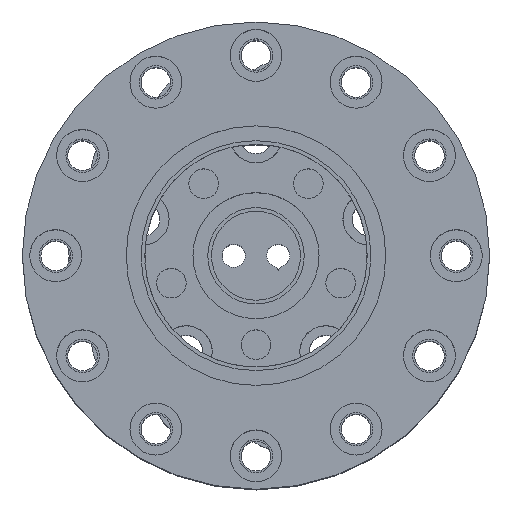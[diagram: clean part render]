
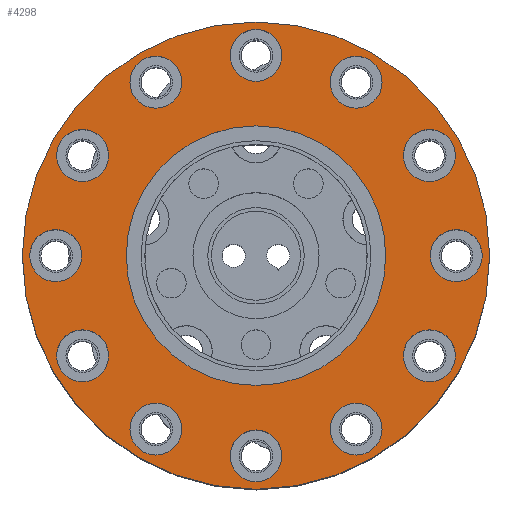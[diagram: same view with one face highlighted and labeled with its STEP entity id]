
A CAD part, top view. The second image highlights one B-rep face of the part: STEP entity #4298.
In plain terms, the highlighted planar face has unit normal (0, 0, 1).
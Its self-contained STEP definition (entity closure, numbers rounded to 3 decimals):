
#778=FACE_BOUND('',#1275,.T.);
#779=FACE_BOUND('',#1276,.T.);
#780=FACE_BOUND('',#1277,.T.);
#781=FACE_BOUND('',#1278,.T.);
#782=FACE_BOUND('',#1279,.T.);
#783=FACE_BOUND('',#1280,.T.);
#784=FACE_BOUND('',#1281,.T.);
#785=FACE_BOUND('',#1282,.T.);
#786=FACE_BOUND('',#1283,.T.);
#787=FACE_BOUND('',#1284,.T.);
#788=FACE_BOUND('',#1285,.T.);
#789=FACE_BOUND('',#1286,.T.);
#790=FACE_BOUND('',#1287,.T.);
#967=FACE_OUTER_BOUND('',#1274,.T.);
#1274=EDGE_LOOP('',(#3140));
#1275=EDGE_LOOP('',(#3141));
#1276=EDGE_LOOP('',(#3142));
#1277=EDGE_LOOP('',(#3143));
#1278=EDGE_LOOP('',(#3144));
#1279=EDGE_LOOP('',(#3145));
#1280=EDGE_LOOP('',(#3146));
#1281=EDGE_LOOP('',(#3147));
#1282=EDGE_LOOP('',(#3148));
#1283=EDGE_LOOP('',(#3149));
#1284=EDGE_LOOP('',(#3150));
#1285=EDGE_LOOP('',(#3151));
#1286=EDGE_LOOP('',(#3152));
#1287=EDGE_LOOP('',(#3153));
#1702=CIRCLE('',#4769,3.5);
#1703=CIRCLE('',#4771,17.5);
#1704=CIRCLE('',#4773,3.5);
#1705=CIRCLE('',#4775,3.5);
#1706=CIRCLE('',#4777,3.5);
#1707=CIRCLE('',#4779,3.5);
#1708=CIRCLE('',#4781,3.5);
#1709=CIRCLE('',#4783,3.5);
#1710=CIRCLE('',#4785,3.5);
#1711=CIRCLE('',#4787,3.5);
#1712=CIRCLE('',#4789,3.5);
#1713=CIRCLE('',#4791,3.5);
#1714=CIRCLE('',#4793,3.5);
#1715=CIRCLE('',#4795,31.5);
#2072=VERTEX_POINT('',#7090);
#2073=VERTEX_POINT('',#7094);
#2074=VERTEX_POINT('',#7098);
#2075=VERTEX_POINT('',#7102);
#2076=VERTEX_POINT('',#7106);
#2077=VERTEX_POINT('',#7110);
#2078=VERTEX_POINT('',#7114);
#2079=VERTEX_POINT('',#7118);
#2080=VERTEX_POINT('',#7122);
#2081=VERTEX_POINT('',#7126);
#2082=VERTEX_POINT('',#7130);
#2083=VERTEX_POINT('',#7134);
#2084=VERTEX_POINT('',#7138);
#2085=VERTEX_POINT('',#7142);
#2468=EDGE_CURVE('',#2072,#2072,#1702,.T.);
#2470=EDGE_CURVE('',#2073,#2073,#1703,.T.);
#2472=EDGE_CURVE('',#2074,#2074,#1704,.T.);
#2474=EDGE_CURVE('',#2075,#2075,#1705,.T.);
#2476=EDGE_CURVE('',#2076,#2076,#1706,.T.);
#2478=EDGE_CURVE('',#2077,#2077,#1707,.T.);
#2480=EDGE_CURVE('',#2078,#2078,#1708,.T.);
#2482=EDGE_CURVE('',#2079,#2079,#1709,.T.);
#2484=EDGE_CURVE('',#2080,#2080,#1710,.T.);
#2486=EDGE_CURVE('',#2081,#2081,#1711,.T.);
#2488=EDGE_CURVE('',#2082,#2082,#1712,.T.);
#2490=EDGE_CURVE('',#2083,#2083,#1713,.T.);
#2492=EDGE_CURVE('',#2084,#2084,#1714,.T.);
#2494=EDGE_CURVE('',#2085,#2085,#1715,.T.);
#3140=ORIENTED_EDGE('',*,*,#2494,.T.);
#3141=ORIENTED_EDGE('',*,*,#2492,.T.);
#3142=ORIENTED_EDGE('',*,*,#2490,.T.);
#3143=ORIENTED_EDGE('',*,*,#2488,.T.);
#3144=ORIENTED_EDGE('',*,*,#2486,.T.);
#3145=ORIENTED_EDGE('',*,*,#2484,.T.);
#3146=ORIENTED_EDGE('',*,*,#2482,.T.);
#3147=ORIENTED_EDGE('',*,*,#2480,.T.);
#3148=ORIENTED_EDGE('',*,*,#2478,.T.);
#3149=ORIENTED_EDGE('',*,*,#2476,.T.);
#3150=ORIENTED_EDGE('',*,*,#2474,.T.);
#3151=ORIENTED_EDGE('',*,*,#2472,.T.);
#3152=ORIENTED_EDGE('',*,*,#2470,.T.);
#3153=ORIENTED_EDGE('',*,*,#2468,.T.);
#4154=PLANE('',#4796);
#4298=ADVANCED_FACE('',(#967,#778,#779,#780,#781,#782,#783,#784,#785,#786,
#787,#788,#789,#790),#4154,.T.);
#4769=AXIS2_PLACEMENT_3D('',#7091,#5543,#5544);
#4771=AXIS2_PLACEMENT_3D('',#7095,#5548,#5549);
#4773=AXIS2_PLACEMENT_3D('',#7099,#5553,#5554);
#4775=AXIS2_PLACEMENT_3D('',#7103,#5558,#5559);
#4777=AXIS2_PLACEMENT_3D('',#7107,#5563,#5564);
#4779=AXIS2_PLACEMENT_3D('',#7111,#5568,#5569);
#4781=AXIS2_PLACEMENT_3D('',#7115,#5573,#5574);
#4783=AXIS2_PLACEMENT_3D('',#7119,#5578,#5579);
#4785=AXIS2_PLACEMENT_3D('',#7123,#5583,#5584);
#4787=AXIS2_PLACEMENT_3D('',#7127,#5588,#5589);
#4789=AXIS2_PLACEMENT_3D('',#7131,#5593,#5594);
#4791=AXIS2_PLACEMENT_3D('',#7135,#5598,#5599);
#4793=AXIS2_PLACEMENT_3D('',#7139,#5603,#5604);
#4795=AXIS2_PLACEMENT_3D('',#7143,#5608,#5609);
#4796=AXIS2_PLACEMENT_3D('',#7145,#5611,#5612);
#5543=DIRECTION('center_axis',(0.,0.,-1.));
#5544=DIRECTION('ref_axis',(-0.866,0.5,0.));
#5548=DIRECTION('center_axis',(0.,0.,-1.));
#5549=DIRECTION('ref_axis',(1.,0.,0.));
#5553=DIRECTION('center_axis',(0.,0.,-1.));
#5554=DIRECTION('ref_axis',(0.,-1.,0.));
#5558=DIRECTION('center_axis',(0.,0.,-1.));
#5559=DIRECTION('ref_axis',(0.5,-0.866,0.));
#5563=DIRECTION('center_axis',(0.,0.,-1.));
#5564=DIRECTION('ref_axis',(0.866,-0.5,0.));
#5568=DIRECTION('center_axis',(0.,0.,-1.));
#5569=DIRECTION('ref_axis',(-1.,0.,0.));
#5573=DIRECTION('center_axis',(0.,0.,-1.));
#5574=DIRECTION('ref_axis',(0.5,0.866,0.));
#5578=DIRECTION('center_axis',(0.,0.,-1.));
#5579=DIRECTION('ref_axis',(-0.5,0.866,0.));
#5583=DIRECTION('center_axis',(0.,0.,-1.));
#5584=DIRECTION('ref_axis',(-0.866,-0.5,0.));
#5588=DIRECTION('center_axis',(0.,0.,-1.));
#5589=DIRECTION('ref_axis',(-0.5,-0.866,0.));
#5593=DIRECTION('center_axis',(0.,0.,-1.));
#5594=DIRECTION('ref_axis',(0.,1.,0.));
#5598=DIRECTION('center_axis',(0.,0.,-1.));
#5599=DIRECTION('ref_axis',(0.866,0.5,0.));
#5603=DIRECTION('center_axis',(0.,0.,-1.));
#5604=DIRECTION('ref_axis',(1.,0.,0.));
#5608=DIRECTION('center_axis',(0.,0.,1.));
#5609=DIRECTION('ref_axis',(1.,0.,0.));
#5611=DIRECTION('center_axis',(0.,0.,1.));
#5612=DIRECTION('ref_axis',(1.,0.,0.));
#7090=CARTESIAN_POINT('',(-10.469,-25.133,9.));
#7091=CARTESIAN_POINT('Origin',(-13.5,-23.383,9.));
#7094=CARTESIAN_POINT('',(-17.5,0.,9.));
#7095=CARTESIAN_POINT('Origin',(0.,0.,9.));
#7098=CARTESIAN_POINT('',(27.,3.5,9.));
#7099=CARTESIAN_POINT('Origin',(27.,0.,9.));
#7102=CARTESIAN_POINT('',(21.633,16.531,9.));
#7103=CARTESIAN_POINT('Origin',(23.383,13.5,9.));
#7106=CARTESIAN_POINT('',(10.469,25.133,9.));
#7107=CARTESIAN_POINT('Origin',(13.5,23.383,9.));
#7110=CARTESIAN_POINT('',(3.5,-27.,9.));
#7111=CARTESIAN_POINT('Origin',(0.,-27.,9.));
#7114=CARTESIAN_POINT('',(-25.133,10.469,9.));
#7115=CARTESIAN_POINT('Origin',(-23.383,13.5,9.));
#7118=CARTESIAN_POINT('',(-21.633,-16.531,9.));
#7119=CARTESIAN_POINT('Origin',(-23.383,-13.5,9.));
#7122=CARTESIAN_POINT('',(16.531,-21.633,9.));
#7123=CARTESIAN_POINT('Origin',(13.5,-23.383,9.));
#7126=CARTESIAN_POINT('',(25.133,-10.469,9.));
#7127=CARTESIAN_POINT('Origin',(23.383,-13.5,9.));
#7130=CARTESIAN_POINT('',(-27.,-3.5,9.));
#7131=CARTESIAN_POINT('Origin',(-27.,0.,9.));
#7134=CARTESIAN_POINT('',(-16.531,21.633,9.));
#7135=CARTESIAN_POINT('Origin',(-13.5,23.383,9.));
#7138=CARTESIAN_POINT('',(-3.5,27.,9.));
#7139=CARTESIAN_POINT('Origin',(0.,27.,9.));
#7142=CARTESIAN_POINT('',(-31.5,0.,9.));
#7143=CARTESIAN_POINT('Origin',(0.,0.,9.));
#7145=CARTESIAN_POINT('Origin',(0.,0.,9.));
